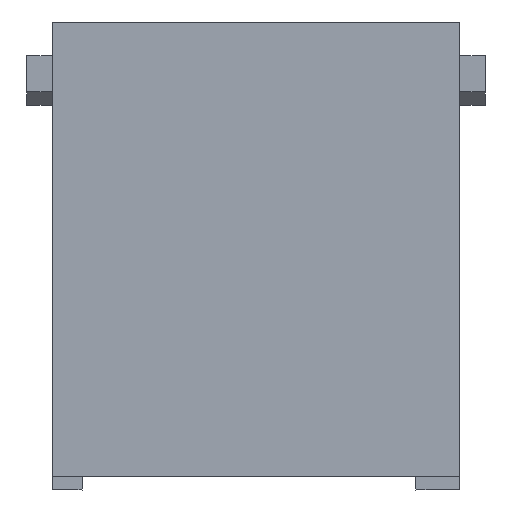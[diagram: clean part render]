
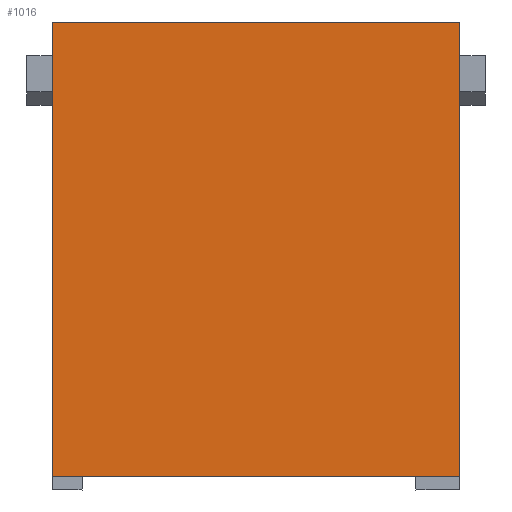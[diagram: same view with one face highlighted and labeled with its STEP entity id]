
A CAD part, left-side view. The second image highlights one B-rep face of the part: STEP entity #1016.
In plain terms, the highlighted planar face has unit normal (-1, 0, 0).
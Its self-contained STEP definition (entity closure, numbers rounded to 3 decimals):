
#1003=AXIS2_PLACEMENT_3D('Plane Axis2P3D',#1000,#1001,#1002) ;
#153=CARTESIAN_POINT('Vertex',(0.,1.9,1.)) ;
#195=CARTESIAN_POINT('Vertex',(0.,1.9,34.8)) ;
#198=CARTESIAN_POINT('Line Origine',(0.,1.9,17.9)) ;
#316=CARTESIAN_POINT('Line Origine',(0.,17.05,1.)) ;
#320=CARTESIAN_POINT('Vertex',(0.,32.2,1.)) ;
#631=CARTESIAN_POINT('Vertex',(0.,32.2,34.8)) ;
#634=CARTESIAN_POINT('Line Origine',(0.,17.05,34.8)) ;
#1000=CARTESIAN_POINT('Axis2P3D Location',(0.,17.05,18.)) ;
#1005=CARTESIAN_POINT('Line Origine',(0.,32.2,17.9)) ;
#199=DIRECTION('Vector Direction',(0.,0.,1.)) ;
#317=DIRECTION('Vector Direction',(0.,1.,0.)) ;
#635=DIRECTION('Vector Direction',(0.,1.,0.)) ;
#1001=DIRECTION('Axis2P3D Direction',(-1.,0.,0.)) ;
#1002=DIRECTION('Axis2P3D XDirection',(0.,0.,-1.)) ;
#1006=DIRECTION('Vector Direction',(0.,0.,-1.)) ;
#200=VECTOR('Line Direction',#199,1.) ;
#318=VECTOR('Line Direction',#317,1.) ;
#636=VECTOR('Line Direction',#635,1.) ;
#1007=VECTOR('Line Direction',#1006,1.) ;
#1011=ORIENTED_EDGE('',*,*,#202,.T.) ;
#1012=ORIENTED_EDGE('',*,*,#638,.T.) ;
#1013=ORIENTED_EDGE('',*,*,#1009,.T.) ;
#1014=ORIENTED_EDGE('',*,*,#322,.F.) ;
#1016=ADVANCED_FACE('Hauptkoerper',(#1015),#1004,.T.) ;
#202=EDGE_CURVE('',#154,#196,#201,.T.) ;
#322=EDGE_CURVE('',#154,#321,#319,.T.) ;
#638=EDGE_CURVE('',#196,#632,#637,.T.) ;
#1009=EDGE_CURVE('',#632,#321,#1008,.T.) ;
#1010=EDGE_LOOP('',(#1011,#1012,#1013,#1014)) ;
#1015=FACE_OUTER_BOUND('',#1010,.T.) ;
#201=LINE('Line',#198,#200) ;
#319=LINE('Line',#316,#318) ;
#637=LINE('Line',#634,#636) ;
#1008=LINE('Line',#1005,#1007) ;
#1004=PLANE('',#1003) ;
#154=VERTEX_POINT('',#153) ;
#196=VERTEX_POINT('',#195) ;
#321=VERTEX_POINT('',#320) ;
#632=VERTEX_POINT('',#631) ;
